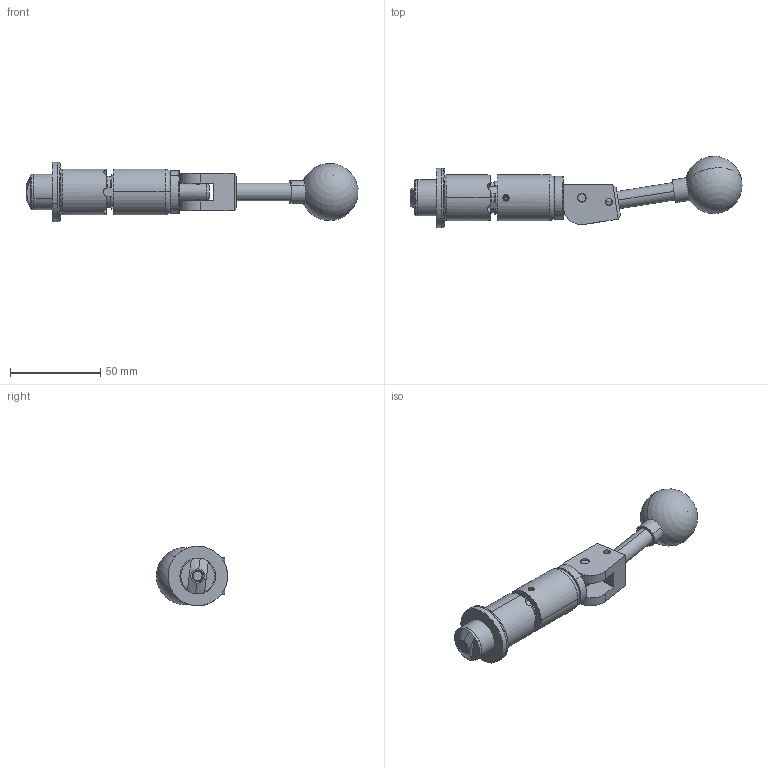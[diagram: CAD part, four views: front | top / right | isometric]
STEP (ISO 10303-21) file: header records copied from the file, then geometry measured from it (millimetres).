
FILE_DESCRIPTION (( 'STEP AP214' ), '1' );
FILE_NAME ('CTSC-003846.STEP', '2025-06-18T13:07:42', ( '' ), ( '' ), 'SwSTEP 2.0', 'SolidWorks 2023', '' );
FILE_SCHEMA (( 'AUTOMOTIVE_DESIGN' ));
Length unit declared in the file: inch
Products named in the file (1): CTSC-003846
Bounding box: 184.16 x 39.46 x 33.02 mm (x, y, z)
Volume: 69196.4 mm3; surface area: 24083.7 mm2
Topology: 9 solids, 9 shells, 268 faces, 669 edges, 428 vertices
Faces by surface type: cylinder 110, plane 100, cone 44, torus 9, bspline 3, sphere 2
Entity records: 12517 total; most frequent: CARTESIAN_POINT 2657, DIRECTION 1357, ORIENTED_EDGE 1324, EDGE_CURVE 662, AXIS2_PLACEMENT_3D 527, VERTEX_POINT 425, LINE 303, VECTOR 303
